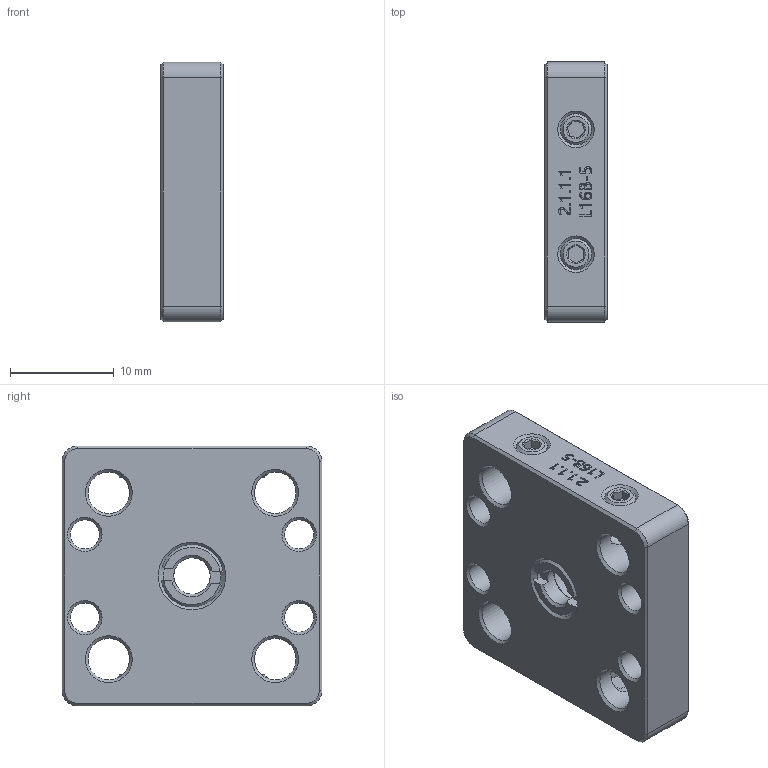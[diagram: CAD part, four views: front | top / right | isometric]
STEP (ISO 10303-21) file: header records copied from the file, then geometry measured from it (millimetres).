
FILE_DESCRIPTION (( 'STEP AP203' ), '1' );
FILE_NAME ('530171.STEP', '2025-05-07T05:42:45', ( 'Windows User' ), ( 'P R C' ), 'SwSTEP 2.0', 'SolidWorks 2020', '' );
FILE_SCHEMA (( 'CONFIG_CONTROL_DESIGN' ));
Length unit declared in the file: millimetre
Products named in the file (1): 530171
Bounding box: 6 x 25 x 25 mm (x, y, z)
Volume: 3179 mm3; surface area: 2620 mm2
Topology: 7 solids, 7 shells, 276 faces, 713 edges, 465 vertices
Faces by surface type: plane 138, cone 58, bspline 55, cylinder 25
Full cylindrical faces by diameter (mm): 2.5 x4, 2.8 x4, 3 x4, 3.5 x2, 4 x4, 5.5 x1, 6 x2
Entity records: 10728 total; most frequent: CARTESIAN_POINT 4759, ORIENTED_EDGE 1222, DIRECTION 1013, EDGE_CURVE 611, VERTEX_POINT 426, EDGE_LOOP 383, AXIS2_PLACEMENT_3D 338, VECTOR 337
